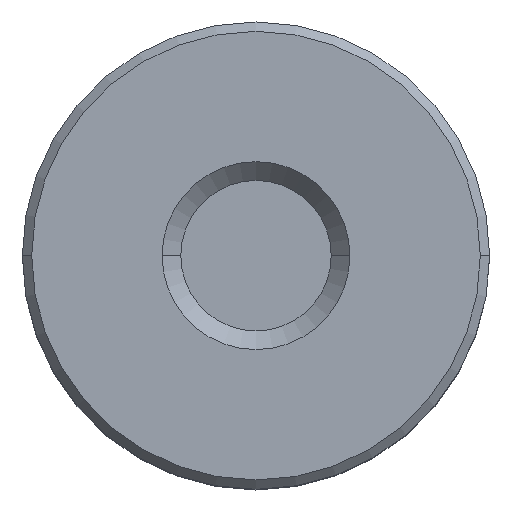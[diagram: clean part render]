
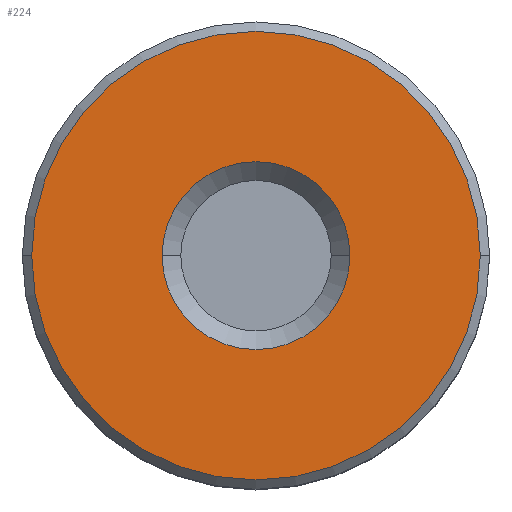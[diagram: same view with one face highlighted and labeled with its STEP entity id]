
A CAD part, top view. The second image highlights one B-rep face of the part: STEP entity #224.
In plain terms, the highlighted planar face has unit normal (0, 0, 1).
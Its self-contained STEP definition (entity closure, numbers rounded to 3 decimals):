
#224=ADVANCED_FACE('',(#448,#449),#450,.T.);
#448=FACE_BOUND('',#673,.T.);
#449=FACE_OUTER_BOUND('',#674,.T.);
#450=PLANE('',#675);
#673=EDGE_LOOP('',(#1147,#1148));
#674=EDGE_LOOP('',(#1149,#1150));
#675=AXIS2_PLACEMENT_3D('',#1151,#1152,#1153);
#1147=ORIENTED_EDGE('',*,*,#1395,.F.);
#1148=ORIENTED_EDGE('',*,*,#1217,.F.);
#1149=ORIENTED_EDGE('',*,*,#1396,.F.);
#1150=ORIENTED_EDGE('',*,*,#1370,.F.);
#1151=CARTESIAN_POINT('',(265.0,-35.0,55.0));
#1152=DIRECTION('',(0.0,0.0,1.0));
#1153=DIRECTION('',(1.0,0.0,0.0));
#1217=EDGE_CURVE('',#1415,#1417,#1418,.T.);
#1370=EDGE_CURVE('',#1639,#1641,#1642,.T.);
#1395=EDGE_CURVE('',#1417,#1415,#1669,.T.);
#1396=EDGE_CURVE('',#1641,#1639,#1670,.T.);
#1415=VERTEX_POINT('',#1691);
#1417=VERTEX_POINT('',#1694);
#1418=CIRCLE('',#1695,10.05);
#1639=VERTEX_POINT('',#1955);
#1641=VERTEX_POINT('',#1958);
#1642=CIRCLE('',#1959,24.0);
#1669=CIRCLE('',#1991,10.05);
#1670=CIRCLE('',#1992,24.0);
#1691=CARTESIAN_POINT('',(254.95,-35.0,55.0));
#1694=CARTESIAN_POINT('',(275.05,-35.0,55.0));
#1695=AXIS2_PLACEMENT_3D('',#2009,#2010,#2011);
#1955=CARTESIAN_POINT('',(241.0,-35.0,55.0));
#1958=CARTESIAN_POINT('',(289.0,-35.0,55.0));
#1959=AXIS2_PLACEMENT_3D('',#2256,#2257,#2258);
#1991=AXIS2_PLACEMENT_3D('',#2282,#2283,#2284);
#1992=AXIS2_PLACEMENT_3D('',#2285,#2286,#2287);
#2009=CARTESIAN_POINT('',(265.0,-35.0,55.0));
#2010=DIRECTION('',(0.0,0.0,1.0));
#2011=DIRECTION('',(-1.0,0.0,0.0));
#2256=CARTESIAN_POINT('',(265.0,-35.0,55.0));
#2257=DIRECTION('',(-0.0,0.0,-1.0));
#2258=DIRECTION('',(-1.0,0.0,0.0));
#2282=CARTESIAN_POINT('',(265.0,-35.0,55.0));
#2283=DIRECTION('',(0.0,0.0,1.0));
#2284=DIRECTION('',(-1.0,0.0,0.0));
#2285=CARTESIAN_POINT('',(265.0,-35.0,55.0));
#2286=DIRECTION('',(-0.0,0.0,-1.0));
#2287=DIRECTION('',(-1.0,0.0,0.0));
